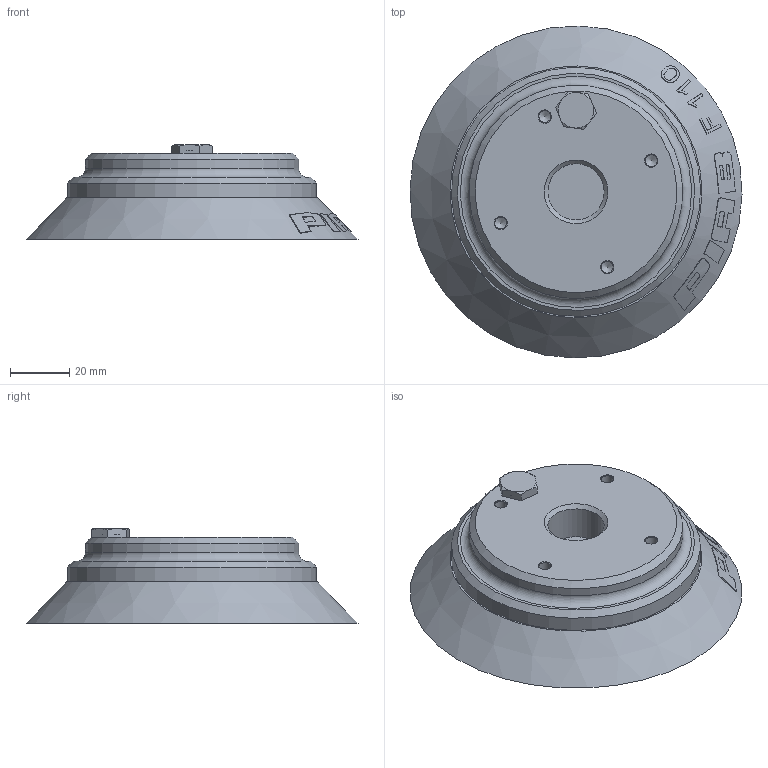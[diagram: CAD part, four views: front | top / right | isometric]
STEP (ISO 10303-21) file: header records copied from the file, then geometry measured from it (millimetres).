
FILE_DESCRIPTION( ( 'Unknown' ), '1' );
FILE_NAME( 'ISM-0901020.stp', 'Unknown', ( 'Unknown' ), ( 'Unknown' ), 'PSStep 17.0.49', 'Unknown', ' ' );
FILE_SCHEMA( ( 'AUTOMOTIVE_DESIGN { 1 0 10303 214 1 1 1 1 }' ) );
Length unit declared in the file: millimetre
Products named in the file (7): 3107034; 3107212; 3113783; Assem1; 3150149; 3150148; SE-0411579
Assembly tree (6 placements, depth 3):
  Assem1
    3150149
    3150148
    SE-0411579
    3107034
      3107212
      3113783
Bounding box: 111.99 x 111.99 x 32 mm (x, y, z)
Volume: 173836.3 mm3; surface area: 54274.5 mm2
Topology: 5 solids, 5 shells, 243 faces, 574 edges, 378 vertices
Faces by surface type: bspline 92, cone 56, cylinder 51, plane 40, torus 4
Full cylindrical faces by diameter (mm): 3.242 x7, 4 x4, 5.2 x7, 7 x8, 8 x1, 8.2 x1, 8.7 x1, 9.73 x1, 11.4 x1, 19 x1, 26 x1, 30 x2, 36 x2, 38 x1, 42 x3, 68 x2, 72 x2, 74 x3, 80 x2, 84 x1
Entity records: 7626 total; most frequent: CARTESIAN_POINT 3206, ORIENTED_EDGE 874, DIRECTION 604, EDGE_CURVE 437, EDGE_LOOP 394, VERTEX_POINT 345, AXIS2_PLACEMENT_3D 296, FACE_OUTER_BOUND 296
